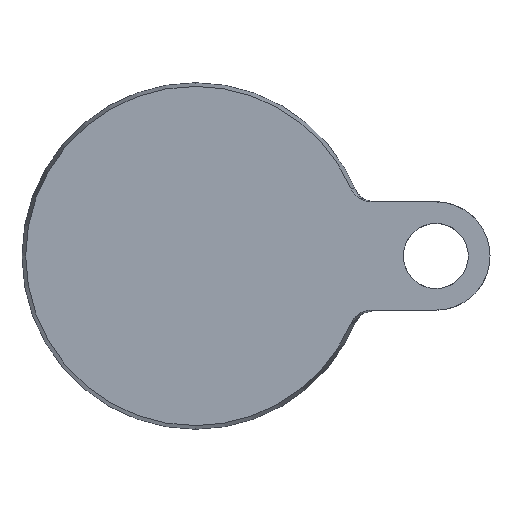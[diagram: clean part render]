
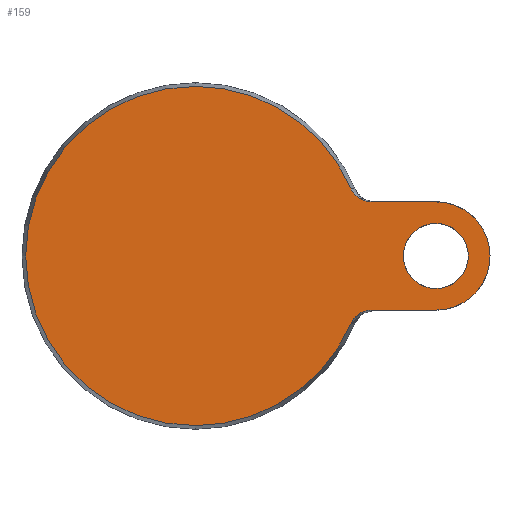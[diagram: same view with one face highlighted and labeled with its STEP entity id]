
A CAD part, front view. The second image highlights one B-rep face of the part: STEP entity #159.
In plain terms, the highlighted planar face has unit normal (0, -1, 0).
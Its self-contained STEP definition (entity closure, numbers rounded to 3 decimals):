
#4 = LINE ( 'NONE', #827, #992 ) ;
#12 = CARTESIAN_POINT ( 'NONE',  ( 0., 0., 0. ) ) ;
#18 = EDGE_CURVE ( 'NONE', #226, #935, #552, .T. ) ;
#30 = CARTESIAN_POINT ( 'NONE',  ( 38.008, 0., 13.187 ) ) ;
#38 = CARTESIAN_POINT ( 'NONE',  ( 38.665, 0., 12.866 ) ) ;
#42 = PLANE ( 'NONE',  #964 ) ;
#61 = ORIENTED_EDGE ( 'NONE', *, *, #18, .T. ) ;
#67 = EDGE_CURVE ( 'NONE', #226, #1027, #444, .T. ) ;
#93 = VECTOR ( 'NONE', #548, 1000. ) ;
#101 = CIRCLE ( 'NONE', #1298, 7.5 ) ;
#108 = CARTESIAN_POINT ( 'NONE',  ( 35.928, 0., 15.535 ) ) ;
#120 = ORIENTED_EDGE ( 'NONE', *, *, #873, .T. ) ;
#121 = CARTESIAN_POINT ( 'NONE',  ( 0., 0., -39.143 ) ) ;
#159 = ADVANCED_FACE ( 'NONE', ( #955, #649 ), #42, .F. ) ;
#184 = DIRECTION ( 'NONE',  ( 0., 0., 1. ) ) ;
#190 = CARTESIAN_POINT ( 'NONE',  ( 39.592, 0., -12.572 ) ) ;
#193 = CARTESIAN_POINT ( 'NONE',  ( 55.5, 0., 0. ) ) ;
#208 = DIRECTION ( 'NONE',  ( 0., 1., 0. ) ) ;
#211 = VERTEX_POINT ( 'NONE', #318 ) ;
#226 = VERTEX_POINT ( 'NONE', #1026 ) ;
#293 = EDGE_LOOP ( 'NONE', ( #1122, #61, #120, #1290, #724, #706, #792, #719 ) ) ;
#300 = ORIENTED_EDGE ( 'NONE', *, *, #643, .T. ) ;
#318 = CARTESIAN_POINT ( 'NONE',  ( 55.5, 0., -7.5 ) ) ;
#325 = EDGE_CURVE ( 'NONE', #799, #411, #4, .T. ) ;
#336 = CARTESIAN_POINT ( 'NONE',  ( 35.928, 0., 15.535 ) ) ;
#340 = CARTESIAN_POINT ( 'NONE',  ( -39.143, 0., 0. ) ) ;
#343 = CIRCLE ( 'NONE', #1086, 12.5 ) ;
#373 = ORIENTED_EDGE ( 'NONE', *, *, #1208, .T. ) ;
#385 = CARTESIAN_POINT ( 'NONE',  ( 37.397, 0., -13.606 ) ) ;
#411 = VERTEX_POINT ( 'NONE', #622 ) ;
#426 = CARTESIAN_POINT ( 'NONE',  ( 55.5, 0., 12.5 ) ) ;
#432 = CARTESIAN_POINT ( 'NONE',  ( 40.085, 0., 12.5 ) ) ;
#433 = CARTESIAN_POINT ( 'NONE',  ( 0., 0., 0. ) ) ;
#444 = LINE ( 'NONE', #863, #93 ) ;
#446 = CARTESIAN_POINT ( 'NONE',  ( 38.221, 0., 13.07 ) ) ;
#448 = DIRECTION ( 'NONE',  ( 0., 0., 1. ) ) ;
#467 = CARTESIAN_POINT ( 'NONE',  ( 35.928, 0., -15.535 ) ) ;
#482 = CARTESIAN_POINT ( 'NONE',  ( 36.381, 0., -14.668 ) ) ;
#484 = EDGE_LOOP ( 'NONE', ( #300, #373 ) ) ;
#492 = CARTESIAN_POINT ( 'NONE',  ( 40.085, 0., -12.5 ) ) ;
#508 = CARTESIAN_POINT ( 'NONE',  ( 38.897, 0., 12.778 ) ) ;
#515 = DIRECTION ( 'NONE',  ( 0., -1., 0. ) ) ;
#536 = CARTESIAN_POINT ( 'NONE',  ( 36.861, 0., 14.101 ) ) ;
#548 = DIRECTION ( 'NONE',  ( 1., 0., 0. ) ) ;
#552 = B_SPLINE_CURVE_WITH_KNOTS ( 'NONE', 3,
 ( #645, #432, #941, #508, #38, #446, #30, #1255, #1050, #846, #536, #860, #756, #336 ),
 .UNSPECIFIED., .F., .F.,
 ( 4, 2, 2, 2, 2, 2, 4 ),
 ( 0., 0.001, 0.002, 0.003, 0.004, 0.004, 0.006 ),
 .UNSPECIFIED. ) ;
#566 = B_SPLINE_CURVE_WITH_KNOTS ( 'NONE', 3,
 ( #682, #1330, #482, #1125, #1098, #385, #1012, #800, #1114, #1306, #712, #190, #492, #793 ),
 .UNSPECIFIED., .F., .F.,
 ( 4, 2, 2, 2, 2, 2, 4 ),
 ( 0., 0.001, 0.002, 0.003, 0.004, 0.004, 0.006 ),
 .UNSPECIFIED. ) ;
#593 = CARTESIAN_POINT ( 'NONE',  ( 55.5, 0., 0. ) ) ;
#594 = VERTEX_POINT ( 'NONE', #467 ) ;
#622 = CARTESIAN_POINT ( 'NONE',  ( 40.579, 0., -12.5 ) ) ;
#637 = AXIS2_PLACEMENT_3D ( 'NONE', #12, #936, #1244 ) ;
#643 = EDGE_CURVE ( 'NONE', #211, #1093, #1260, .T. ) ;
#645 = CARTESIAN_POINT ( 'NONE',  ( 40.579, 0., 12.5 ) ) ;
#649 = FACE_BOUND ( 'NONE', #484, .T. ) ;
#670 = AXIS2_PLACEMENT_3D ( 'NONE', #593, #896, #184 ) ;
#676 = CARTESIAN_POINT ( 'NONE',  ( 0., 0., 0. ) ) ;
#682 = CARTESIAN_POINT ( 'NONE',  ( 35.928, 0., -15.535 ) ) ;
#685 = VERTEX_POINT ( 'NONE', #841 ) ;
#691 = CIRCLE ( 'NONE', #803, 39.143 ) ;
#696 = EDGE_CURVE ( 'NONE', #685, #1090, #1315, .T. ) ;
#701 = DIRECTION ( 'NONE',  ( 0., 0., -1. ) ) ;
#706 = ORIENTED_EDGE ( 'NONE', *, *, #1001, .T. ) ;
#712 = CARTESIAN_POINT ( 'NONE',  ( 38.891, 0., -12.781 ) ) ;
#719 = ORIENTED_EDGE ( 'NONE', *, *, #1154, .F. ) ;
#724 = ORIENTED_EDGE ( 'NONE', *, *, #1021, .T. ) ;
#756 = CARTESIAN_POINT ( 'NONE',  ( 36.124, 0., 15.081 ) ) ;
#773 = DIRECTION ( 'NONE',  ( 0., -1., 0. ) ) ;
#778 = AXIS2_PLACEMENT_3D ( 'NONE', #433, #515, #1139 ) ;
#792 = ORIENTED_EDGE ( 'NONE', *, *, #325, .F. ) ;
#793 = CARTESIAN_POINT ( 'NONE',  ( 40.579, 0., -12.5 ) ) ;
#799 = VERTEX_POINT ( 'NONE', #876 ) ;
#800 = CARTESIAN_POINT ( 'NONE',  ( 38., 0., -13.192 ) ) ;
#803 = AXIS2_PLACEMENT_3D ( 'NONE', #676, #773, #1081 ) ;
#811 = CIRCLE ( 'NONE', #637, 39.143 ) ;
#827 = CARTESIAN_POINT ( 'NONE',  ( 15., 0., -12.5 ) ) ;
#841 = CARTESIAN_POINT ( 'NONE',  ( 0., 0., 39.143 ) ) ;
#846 = CARTESIAN_POINT ( 'NONE',  ( 37.032, 0., 13.927 ) ) ;
#860 = CARTESIAN_POINT ( 'NONE',  ( 36.388, 0., 14.659 ) ) ;
#863 = CARTESIAN_POINT ( 'NONE',  ( 15., 0., 12.5 ) ) ;
#873 = EDGE_CURVE ( 'NONE', #935, #685, #691, .T. ) ;
#876 = CARTESIAN_POINT ( 'NONE',  ( 55.5, 0., -12.5 ) ) ;
#896 = DIRECTION ( 'NONE',  ( 0., 1., 0. ) ) ;
#898 = CARTESIAN_POINT ( 'NONE',  ( 55.5, 0., 0. ) ) ;
#935 = VERTEX_POINT ( 'NONE', #108 ) ;
#936 = DIRECTION ( 'NONE',  ( 0., -1., 0. ) ) ;
#941 = CARTESIAN_POINT ( 'NONE',  ( 39.603, 0., 12.57 ) ) ;
#955 = FACE_OUTER_BOUND ( 'NONE', #293, .T. ) ;
#964 = AXIS2_PLACEMENT_3D ( 'NONE', #340, #1242, #448 ) ;
#992 = VECTOR ( 'NONE', #1234, 1000. ) ;
#1001 = EDGE_CURVE ( 'NONE', #594, #411, #566, .T. ) ;
#1012 = CARTESIAN_POINT ( 'NONE',  ( 37.591, 0., -13.458 ) ) ;
#1021 = EDGE_CURVE ( 'NONE', #1090, #594, #811, .T. ) ;
#1026 = CARTESIAN_POINT ( 'NONE',  ( 40.579, 0., 12.5 ) ) ;
#1027 = VERTEX_POINT ( 'NONE', #426 ) ;
#1050 = CARTESIAN_POINT ( 'NONE',  ( 37.4, 0., 13.603 ) ) ;
#1081 = DIRECTION ( 'NONE',  ( 0., 0., -1. ) ) ;
#1086 = AXIS2_PLACEMENT_3D ( 'NONE', #898, #208, #701 ) ;
#1090 = VERTEX_POINT ( 'NONE', #121 ) ;
#1093 = VERTEX_POINT ( 'NONE', #1237 ) ;
#1098 = CARTESIAN_POINT ( 'NONE',  ( 37.031, 0., -13.929 ) ) ;
#1114 = CARTESIAN_POINT ( 'NONE',  ( 38.218, 0., -13.072 ) ) ;
#1122 = ORIENTED_EDGE ( 'NONE', *, *, #67, .F. ) ;
#1125 = CARTESIAN_POINT ( 'NONE',  ( 36.857, 0., -14.106 ) ) ;
#1139 = DIRECTION ( 'NONE',  ( 0., 0., -1. ) ) ;
#1154 = EDGE_CURVE ( 'NONE', #1027, #799, #343, .T. ) ;
#1208 = EDGE_CURVE ( 'NONE', #1093, #211, #101, .T. ) ;
#1213 = DIRECTION ( 'NONE',  ( 0., 1., 0. ) ) ;
#1234 = DIRECTION ( 'NONE',  ( -1., 0., 0. ) ) ;
#1237 = CARTESIAN_POINT ( 'NONE',  ( 55.5, 0., 7.5 ) ) ;
#1242 = DIRECTION ( 'NONE',  ( 0., 1., 0. ) ) ;
#1244 = DIRECTION ( 'NONE',  ( 0., 0., -1. ) ) ;
#1255 = CARTESIAN_POINT ( 'NONE',  ( 37.598, 0., 13.453 ) ) ;
#1260 = CIRCLE ( 'NONE', #670, 7.5 ) ;
#1290 = ORIENTED_EDGE ( 'NONE', *, *, #696, .T. ) ;
#1298 = AXIS2_PLACEMENT_3D ( 'NONE', #193, #1213, #1333 ) ;
#1306 = CARTESIAN_POINT ( 'NONE',  ( 38.663, 0., -12.866 ) ) ;
#1315 = CIRCLE ( 'NONE', #778, 39.143 ) ;
#1330 = CARTESIAN_POINT ( 'NONE',  ( 36.124, 0., -15.081 ) ) ;
#1333 = DIRECTION ( 'NONE',  ( 0., 0., 1. ) ) ;
